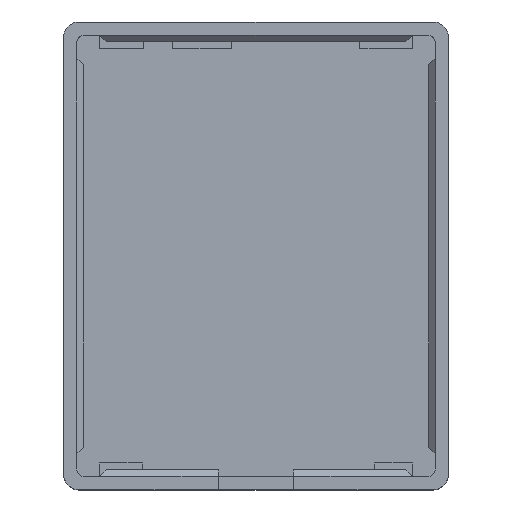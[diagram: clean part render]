
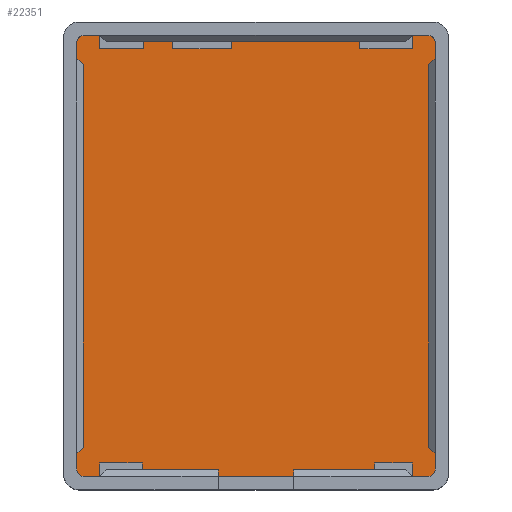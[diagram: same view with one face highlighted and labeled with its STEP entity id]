
A CAD part, top view. The second image highlights one B-rep face of the part: STEP entity #22351.
In plain terms, the highlighted planar face has unit normal (0, 0, 1).
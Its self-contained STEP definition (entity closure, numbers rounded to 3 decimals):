
#2301 = PLANE('',#2302);
#2302 = AXIS2_PLACEMENT_3D('',#2303,#2304,#2305);
#2303 = CARTESIAN_POINT('',(-25.45,-29.188,0.));
#2304 = DIRECTION('',(0.,-1.,0.));
#2305 = DIRECTION('',(1.,0.,0.));
#2330 = CYLINDRICAL_SURFACE('',#2331,1.);
#2331 = AXIS2_PLACEMENT_3D('',#2332,#2333,#2334);
#2332 = CARTESIAN_POINT('',(-22.7,-28.188,0.));
#2333 = DIRECTION('',(0.,0.,1.));
#2334 = DIRECTION('',(-0.707,-0.707,0.));
#2358 = PLANE('',#2359);
#2359 = AXIS2_PLACEMENT_3D('',#2360,#2361,#2362);
#2360 = CARTESIAN_POINT('',(-23.7,30.938,0.));
#2361 = DIRECTION('',(-1.,0.,0.));
#2362 = DIRECTION('',(0.,-1.,0.));
#2438 = CYLINDRICAL_SURFACE('',#2439,1.);
#2439 = AXIS2_PLACEMENT_3D('',#2440,#2441,#2442);
#2440 = CARTESIAN_POINT('',(-22.7,28.188,0.));
#2441 = DIRECTION('',(0.,0.,1.));
#2442 = DIRECTION('',(-0.707,0.707,0.));
#2466 = PLANE('',#2467);
#2467 = AXIS2_PLACEMENT_3D('',#2468,#2469,#2470);
#2468 = CARTESIAN_POINT('',(25.45,29.188,0.));
#2469 = DIRECTION('',(0.,1.,0.));
#2470 = DIRECTION('',(-1.,0.,0.));
#2546 = CYLINDRICAL_SURFACE('',#2547,1.);
#2547 = AXIS2_PLACEMENT_3D('',#2548,#2549,#2550);
#2548 = CARTESIAN_POINT('',(22.7,28.188,0.));
#2549 = DIRECTION('',(0.,0.,1.));
#2550 = DIRECTION('',(0.707,0.707,-0.));
#2574 = PLANE('',#2575);
#2575 = AXIS2_PLACEMENT_3D('',#2576,#2577,#2578);
#2576 = CARTESIAN_POINT('',(23.7,-30.938,0.));
#2577 = DIRECTION('',(1.,0.,0.));
#2578 = DIRECTION('',(0.,1.,0.));
#2654 = CYLINDRICAL_SURFACE('',#2655,1.);
#2655 = AXIS2_PLACEMENT_3D('',#2656,#2657,#2658);
#2656 = CARTESIAN_POINT('',(22.7,-28.188,0.));
#2657 = DIRECTION('',(0.,0.,1.));
#2658 = DIRECTION('',(0.707,-0.707,0.));
#10538 = VERTEX_POINT('',#10539);
#10539 = CARTESIAN_POINT('',(22.7,-29.188,1.75));
#10560 = EDGE_CURVE('',#10538,#10561,#10563,.T.);
#10561 = VERTEX_POINT('',#10562);
#10562 = CARTESIAN_POINT('',(-22.7,-29.188,1.75));
#10563 = SURFACE_CURVE('',#10564,(#10568,#10575),.PCURVE_S1.);
#10564 = LINE('',#10565,#10566);
#10565 = CARTESIAN_POINT('',(-12.725,-29.188,1.75));
#10566 = VECTOR('',#10567,1.);
#10567 = DIRECTION('',(-1.,0.,0.));
#10568 = PCURVE('',#2301,#10569);
#10569 = DEFINITIONAL_REPRESENTATION('',(#10570),#10574);
#10570 = LINE('',#10571,#10572);
#10571 = CARTESIAN_POINT('',(12.725,1.75));
#10572 = VECTOR('',#10573,1.);
#10573 = DIRECTION('',(-1.,0.));
#10574 = ( GEOMETRIC_REPRESENTATION_CONTEXT(2) 
PARAMETRIC_REPRESENTATION_CONTEXT() REPRESENTATION_CONTEXT('2D SPACE',''
  ) );
#10575 = PCURVE('',#10576,#10581);
#10576 = PLANE('',#10577);
#10577 = AXIS2_PLACEMENT_3D('',#10578,#10579,#10580);
#10578 = CARTESIAN_POINT('',(0.,0.,1.75)
  );
#10579 = DIRECTION('',(0.,0.,1.));
#10580 = DIRECTION('',(1.,0.,-0.));
#10581 = DEFINITIONAL_REPRESENTATION('',(#10582),#10586);
#10582 = LINE('',#10583,#10584);
#10583 = CARTESIAN_POINT('',(-12.725,-29.188));
#10584 = VECTOR('',#10585,1.);
#10585 = DIRECTION('',(-1.,0.));
#10586 = ( GEOMETRIC_REPRESENTATION_CONTEXT(2) 
PARAMETRIC_REPRESENTATION_CONTEXT() REPRESENTATION_CONTEXT('2D SPACE',''
  ) );
#12409 = VERTEX_POINT('',#12410);
#12410 = CARTESIAN_POINT('',(-23.7,-28.188,1.75));
#12431 = EDGE_CURVE('',#12409,#10561,#12432,.T.);
#12432 = SURFACE_CURVE('',#12433,(#12438,#12445),.PCURVE_S1.);
#12433 = CIRCLE('',#12434,1.);
#12434 = AXIS2_PLACEMENT_3D('',#12435,#12436,#12437);
#12435 = CARTESIAN_POINT('',(-22.7,-28.188,1.75));
#12436 = DIRECTION('',(0.,0.,1.));
#12437 = DIRECTION('',(-0.707,-0.707,0.));
#12438 = PCURVE('',#2330,#12439);
#12439 = DEFINITIONAL_REPRESENTATION('',(#12440),#12444);
#12440 = LINE('',#12441,#12442);
#12441 = CARTESIAN_POINT('',(0.,1.75));
#12442 = VECTOR('',#12443,1.);
#12443 = DIRECTION('',(1.,0.));
#12444 = ( GEOMETRIC_REPRESENTATION_CONTEXT(2) 
PARAMETRIC_REPRESENTATION_CONTEXT() REPRESENTATION_CONTEXT('2D SPACE',''
  ) );
#12445 = PCURVE('',#10576,#12446);
#12446 = DEFINITIONAL_REPRESENTATION('',(#12447),#12451);
#12447 = CIRCLE('',#12448,1.);
#12448 = AXIS2_PLACEMENT_2D('',#12449,#12450);
#12449 = CARTESIAN_POINT('',(-22.7,-28.188));
#12450 = DIRECTION('',(-0.707,-0.707));
#12451 = ( GEOMETRIC_REPRESENTATION_CONTEXT(2) 
PARAMETRIC_REPRESENTATION_CONTEXT() REPRESENTATION_CONTEXT('2D SPACE',''
  ) );
#12540 = EDGE_CURVE('',#12409,#12541,#12543,.T.);
#12541 = VERTEX_POINT('',#12542);
#12542 = CARTESIAN_POINT('',(-23.7,28.188,1.75));
#12543 = SURFACE_CURVE('',#12544,(#12548,#12555),.PCURVE_S1.);
#12544 = LINE('',#12545,#12546);
#12545 = CARTESIAN_POINT('',(-23.7,15.469,1.75));
#12546 = VECTOR('',#12547,1.);
#12547 = DIRECTION('',(0.,1.,0.));
#12548 = PCURVE('',#2358,#12549);
#12549 = DEFINITIONAL_REPRESENTATION('',(#12550),#12554);
#12550 = LINE('',#12551,#12552);
#12551 = CARTESIAN_POINT('',(15.469,1.75));
#12552 = VECTOR('',#12553,1.);
#12553 = DIRECTION('',(-1.,0.));
#12554 = ( GEOMETRIC_REPRESENTATION_CONTEXT(2) 
PARAMETRIC_REPRESENTATION_CONTEXT() REPRESENTATION_CONTEXT('2D SPACE',''
  ) );
#12555 = PCURVE('',#10576,#12556);
#12556 = DEFINITIONAL_REPRESENTATION('',(#12557),#12561);
#12557 = LINE('',#12558,#12559);
#12558 = CARTESIAN_POINT('',(-23.7,15.469));
#12559 = VECTOR('',#12560,1.);
#12560 = DIRECTION('',(0.,1.));
#12561 = ( GEOMETRIC_REPRESENTATION_CONTEXT(2) 
PARAMETRIC_REPRESENTATION_CONTEXT() REPRESENTATION_CONTEXT('2D SPACE',''
  ) );
#12758 = VERTEX_POINT('',#12759);
#12759 = CARTESIAN_POINT('',(-22.7,29.188,1.75));
#12780 = EDGE_CURVE('',#12758,#12541,#12781,.T.);
#12781 = SURFACE_CURVE('',#12782,(#12787,#12794),.PCURVE_S1.);
#12782 = CIRCLE('',#12783,1.);
#12783 = AXIS2_PLACEMENT_3D('',#12784,#12785,#12786);
#12784 = CARTESIAN_POINT('',(-22.7,28.188,1.75));
#12785 = DIRECTION('',(0.,0.,1.));
#12786 = DIRECTION('',(-0.707,0.707,0.));
#12787 = PCURVE('',#2438,#12788);
#12788 = DEFINITIONAL_REPRESENTATION('',(#12789),#12793);
#12789 = LINE('',#12790,#12791);
#12790 = CARTESIAN_POINT('',(-6.283,1.75));
#12791 = VECTOR('',#12792,1.);
#12792 = DIRECTION('',(1.,0.));
#12793 = ( GEOMETRIC_REPRESENTATION_CONTEXT(2) 
PARAMETRIC_REPRESENTATION_CONTEXT() REPRESENTATION_CONTEXT('2D SPACE',''
  ) );
#12794 = PCURVE('',#10576,#12795);
#12795 = DEFINITIONAL_REPRESENTATION('',(#12796),#12800);
#12796 = CIRCLE('',#12797,1.);
#12797 = AXIS2_PLACEMENT_2D('',#12798,#12799);
#12798 = CARTESIAN_POINT('',(-22.7,28.188));
#12799 = DIRECTION('',(-0.707,0.707));
#12800 = ( GEOMETRIC_REPRESENTATION_CONTEXT(2) 
PARAMETRIC_REPRESENTATION_CONTEXT() REPRESENTATION_CONTEXT('2D SPACE',''
  ) );
#12835 = VERTEX_POINT('',#12836);
#12836 = CARTESIAN_POINT('',(22.7,29.188,1.75));
#12857 = EDGE_CURVE('',#12758,#12835,#12858,.T.);
#12858 = SURFACE_CURVE('',#12859,(#12863,#12870),.PCURVE_S1.);
#12859 = LINE('',#12860,#12861);
#12860 = CARTESIAN_POINT('',(12.725,29.188,1.75));
#12861 = VECTOR('',#12862,1.);
#12862 = DIRECTION('',(1.,0.,0.));
#12863 = PCURVE('',#2466,#12864);
#12864 = DEFINITIONAL_REPRESENTATION('',(#12865),#12869);
#12865 = LINE('',#12866,#12867);
#12866 = CARTESIAN_POINT('',(12.725,1.75));
#12867 = VECTOR('',#12868,1.);
#12868 = DIRECTION('',(-1.,0.));
#12869 = ( GEOMETRIC_REPRESENTATION_CONTEXT(2) 
PARAMETRIC_REPRESENTATION_CONTEXT() REPRESENTATION_CONTEXT('2D SPACE',''
  ) );
#12870 = PCURVE('',#10576,#12871);
#12871 = DEFINITIONAL_REPRESENTATION('',(#12872),#12876);
#12872 = LINE('',#12873,#12874);
#12873 = CARTESIAN_POINT('',(12.725,29.188));
#12874 = VECTOR('',#12875,1.);
#12875 = DIRECTION('',(1.,0.));
#12876 = ( GEOMETRIC_REPRESENTATION_CONTEXT(2) 
PARAMETRIC_REPRESENTATION_CONTEXT() REPRESENTATION_CONTEXT('2D SPACE',''
  ) );
#14855 = VERTEX_POINT('',#14856);
#14856 = CARTESIAN_POINT('',(23.7,28.188,1.75));
#14877 = EDGE_CURVE('',#14855,#12835,#14878,.T.);
#14878 = SURFACE_CURVE('',#14879,(#14884,#14891),.PCURVE_S1.);
#14879 = CIRCLE('',#14880,1.);
#14880 = AXIS2_PLACEMENT_3D('',#14881,#14882,#14883);
#14881 = CARTESIAN_POINT('',(22.7,28.188,1.75));
#14882 = DIRECTION('',(0.,0.,1.));
#14883 = DIRECTION('',(0.707,0.707,-0.));
#14884 = PCURVE('',#2546,#14885);
#14885 = DEFINITIONAL_REPRESENTATION('',(#14886),#14890);
#14886 = LINE('',#14887,#14888);
#14887 = CARTESIAN_POINT('',(0.,1.75));
#14888 = VECTOR('',#14889,1.);
#14889 = DIRECTION('',(1.,0.));
#14890 = ( GEOMETRIC_REPRESENTATION_CONTEXT(2) 
PARAMETRIC_REPRESENTATION_CONTEXT() REPRESENTATION_CONTEXT('2D SPACE',''
  ) );
#14891 = PCURVE('',#10576,#14892);
#14892 = DEFINITIONAL_REPRESENTATION('',(#14893),#14897);
#14893 = CIRCLE('',#14894,1.);
#14894 = AXIS2_PLACEMENT_2D('',#14895,#14896);
#14895 = CARTESIAN_POINT('',(22.7,28.188));
#14896 = DIRECTION('',(0.707,0.707));
#14897 = ( GEOMETRIC_REPRESENTATION_CONTEXT(2) 
PARAMETRIC_REPRESENTATION_CONTEXT() REPRESENTATION_CONTEXT('2D SPACE',''
  ) );
#14932 = EDGE_CURVE('',#14855,#14933,#14935,.T.);
#14933 = VERTEX_POINT('',#14934);
#14934 = CARTESIAN_POINT('',(23.7,-28.188,1.75));
#14935 = SURFACE_CURVE('',#14936,(#14940,#14947),.PCURVE_S1.);
#14936 = LINE('',#14937,#14938);
#14937 = CARTESIAN_POINT('',(23.7,-15.469,1.75));
#14938 = VECTOR('',#14939,1.);
#14939 = DIRECTION('',(0.,-1.,0.));
#14940 = PCURVE('',#2574,#14941);
#14941 = DEFINITIONAL_REPRESENTATION('',(#14942),#14946);
#14942 = LINE('',#14943,#14944);
#14943 = CARTESIAN_POINT('',(15.469,1.75));
#14944 = VECTOR('',#14945,1.);
#14945 = DIRECTION('',(-1.,0.));
#14946 = ( GEOMETRIC_REPRESENTATION_CONTEXT(2) 
PARAMETRIC_REPRESENTATION_CONTEXT() REPRESENTATION_CONTEXT('2D SPACE',''
  ) );
#14947 = PCURVE('',#10576,#14948);
#14948 = DEFINITIONAL_REPRESENTATION('',(#14949),#14953);
#14949 = LINE('',#14950,#14951);
#14950 = CARTESIAN_POINT('',(23.7,-15.469));
#14951 = VECTOR('',#14952,1.);
#14952 = DIRECTION('',(0.,-1.));
#14953 = ( GEOMETRIC_REPRESENTATION_CONTEXT(2) 
PARAMETRIC_REPRESENTATION_CONTEXT() REPRESENTATION_CONTEXT('2D SPACE',''
  ) );
#16964 = EDGE_CURVE('',#10538,#14933,#16965,.T.);
#16965 = SURFACE_CURVE('',#16966,(#16971,#16978),.PCURVE_S1.);
#16966 = CIRCLE('',#16967,1.);
#16967 = AXIS2_PLACEMENT_3D('',#16968,#16969,#16970);
#16968 = CARTESIAN_POINT('',(22.7,-28.188,1.75));
#16969 = DIRECTION('',(0.,0.,1.));
#16970 = DIRECTION('',(0.707,-0.707,0.));
#16971 = PCURVE('',#2654,#16972);
#16972 = DEFINITIONAL_REPRESENTATION('',(#16973),#16977);
#16973 = LINE('',#16974,#16975);
#16974 = CARTESIAN_POINT('',(-6.283,1.75));
#16975 = VECTOR('',#16976,1.);
#16976 = DIRECTION('',(1.,0.));
#16977 = ( GEOMETRIC_REPRESENTATION_CONTEXT(2) 
PARAMETRIC_REPRESENTATION_CONTEXT() REPRESENTATION_CONTEXT('2D SPACE',''
  ) );
#16978 = PCURVE('',#10576,#16979);
#16979 = DEFINITIONAL_REPRESENTATION('',(#16980),#16984);
#16980 = CIRCLE('',#16981,1.);
#16981 = AXIS2_PLACEMENT_2D('',#16982,#16983);
#16982 = CARTESIAN_POINT('',(22.7,-28.188));
#16983 = DIRECTION('',(0.707,-0.707));
#16984 = ( GEOMETRIC_REPRESENTATION_CONTEXT(2) 
PARAMETRIC_REPRESENTATION_CONTEXT() REPRESENTATION_CONTEXT('2D SPACE',''
  ) );
#22351 = ADVANCED_FACE('',(#22352),#10576,.T.);
#22352 = FACE_BOUND('',#22353,.T.);
#22353 = EDGE_LOOP('',(#22354,#22355,#22356,#22357,#22358,#22359,#22360,
    #22361));
#22354 = ORIENTED_EDGE('',*,*,#16964,.T.);
#22355 = ORIENTED_EDGE('',*,*,#14932,.F.);
#22356 = ORIENTED_EDGE('',*,*,#14877,.T.);
#22357 = ORIENTED_EDGE('',*,*,#12857,.F.);
#22358 = ORIENTED_EDGE('',*,*,#12780,.T.);
#22359 = ORIENTED_EDGE('',*,*,#12540,.F.);
#22360 = ORIENTED_EDGE('',*,*,#12431,.T.);
#22361 = ORIENTED_EDGE('',*,*,#10560,.F.);
